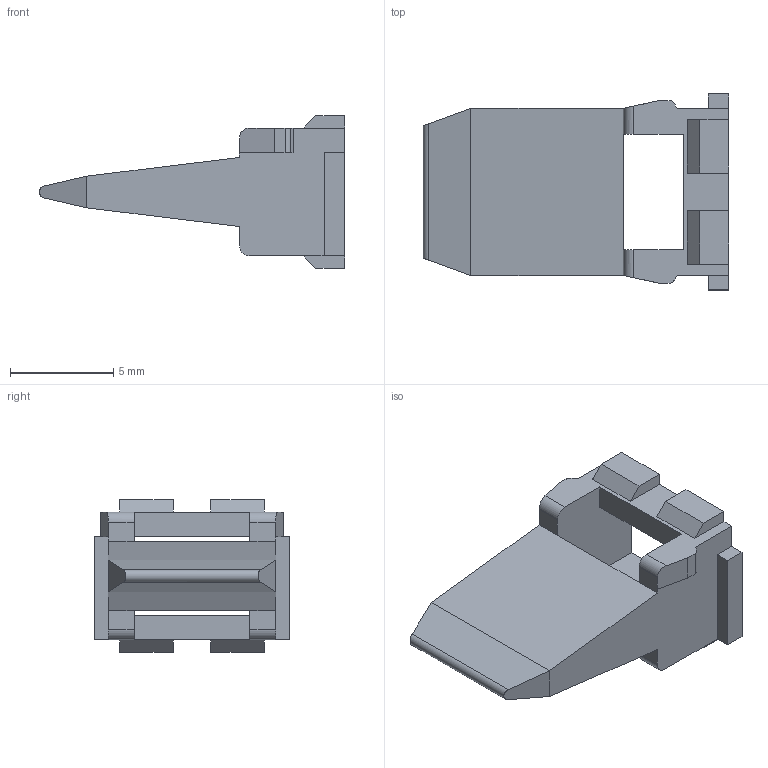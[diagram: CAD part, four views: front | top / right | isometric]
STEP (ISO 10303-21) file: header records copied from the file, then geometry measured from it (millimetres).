
FILE_DESCRIPTION((''),'2;1');
FILE_NAME('AW4P','2014-11-03T',('Orion.Li'),(''),'PRO/ENGINEER BY PARAMETRIC TECHNOLOGY CORPORATION, 2013230','PRO/ENGINEER BY PARAMETRIC TECHNOLOGY CORPORATION, 2013230','');
FILE_SCHEMA(('CONFIG_CONTROL_DESIGN'));
Length unit declared in the file: millimetre
Products named in the file (1): AW4P
Bounding box: 14.8 x 9.5 x 7.4 mm (x, y, z)
Volume: 290.7 mm3; surface area: 492.4 mm2
Topology: 1 solids, 1 shells, 59 faces, 170 edges, 110 vertices
Faces by surface type: plane 52, cylinder 7
Entity records: 1982 total; most frequent: CARTESIAN_POINT 389, ORIENTED_EDGE 340, DIRECTION 294, EDGE_CURVE 170, VECTOR 156, LINE 156, VERTEX_POINT 110, AXIS2_PLACEMENT_3D 69
